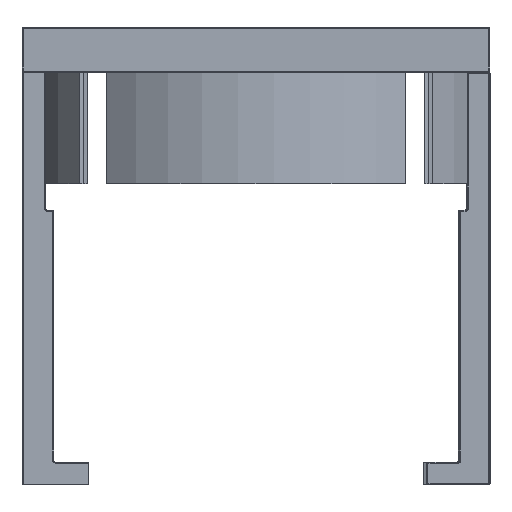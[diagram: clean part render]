
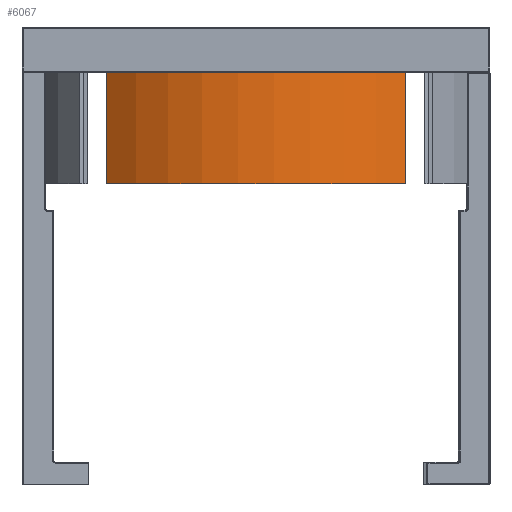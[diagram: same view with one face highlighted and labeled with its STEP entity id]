
A CAD part, left-side view. The second image highlights one B-rep face of the part: STEP entity #6067.
In plain terms, the highlighted cylindrical face has radius 20.8 mm (diameter 41.6 mm), a partial arc.
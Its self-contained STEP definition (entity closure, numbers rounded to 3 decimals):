
#42 = DIRECTION ( 'NONE',  ( -1., 0., 0. ) ) ;
#142 = VERTEX_POINT ( 'NONE', #1268 ) ;
#175 = EDGE_CURVE ( 'NONE', #142, #5858, #3181, .T. ) ;
#197 = CARTESIAN_POINT ( 'NONE',  ( 0., 0., 0. ) ) ;
#320 = AXIS2_PLACEMENT_3D ( 'NONE', #197, #4847, #1300 ) ;
#506 = CIRCLE ( 'NONE', #3678, 20.8 ) ;
#540 = DIRECTION ( 'NONE',  ( 0., 0., 1. ) ) ;
#1268 = CARTESIAN_POINT ( 'NONE',  ( -15.879, -13.435, 0. ) ) ;
#1283 = EDGE_CURVE ( 'NONE', #3270, #142, #5507, .T. ) ;
#1295 = VERTEX_POINT ( 'NONE', #3884 ) ;
#1300 = DIRECTION ( 'NONE',  ( -1., 0., 0. ) ) ;
#1315 = VECTOR ( 'NONE', #4068, 1000. ) ;
#1373 = DIRECTION ( 'NONE',  ( 0., 0., 1. ) ) ;
#1463 = DIRECTION ( 'NONE',  ( 1., 0., 0. ) ) ;
#1876 = ORIENTED_EDGE ( 'NONE', *, *, #4463, .T. ) ;
#2425 = FACE_OUTER_BOUND ( 'NONE', #3532, .T. ) ;
#2702 = ORIENTED_EDGE ( 'NONE', *, *, #1283, .T. ) ;
#2929 = CARTESIAN_POINT ( 'NONE',  ( -15.879, -13.435, -17.8 ) ) ;
#2976 = EDGE_CURVE ( 'NONE', #3270, #1295, #506, .T. ) ;
#3110 = CARTESIAN_POINT ( 'NONE',  ( -15.879, 13.435, -17.8 ) ) ;
#3181 = CIRCLE ( 'NONE', #320, 20.8 ) ;
#3270 = VERTEX_POINT ( 'NONE', #3904 ) ;
#3532 = EDGE_LOOP ( 'NONE', ( #4620, #1876, #5618, #2702 ) ) ;
#3678 = AXIS2_PLACEMENT_3D ( 'NONE', #4060, #4593, #42 ) ;
#3884 = CARTESIAN_POINT ( 'NONE',  ( -15.879, 13.435, -10. ) ) ;
#3902 = VECTOR ( 'NONE', #1373, 1000. ) ;
#3904 = CARTESIAN_POINT ( 'NONE',  ( -15.879, -13.435, -10. ) ) ;
#4013 = CARTESIAN_POINT ( 'NONE',  ( 0., 0., -10. ) ) ;
#4060 = CARTESIAN_POINT ( 'NONE',  ( 0., 0., -10. ) ) ;
#4068 = DIRECTION ( 'NONE',  ( 0., 0., -1. ) ) ;
#4122 = CARTESIAN_POINT ( 'NONE',  ( -15.879, 13.435, 0. ) ) ;
#4253 = AXIS2_PLACEMENT_3D ( 'NONE', #4013, #540, #1463 ) ;
#4463 = EDGE_CURVE ( 'NONE', #5858, #1295, #4599, .T. ) ;
#4593 = DIRECTION ( 'NONE',  ( 0., 0., -1. ) ) ;
#4599 = LINE ( 'NONE', #3110, #1315 ) ;
#4620 = ORIENTED_EDGE ( 'NONE', *, *, #175, .T. ) ;
#4847 = DIRECTION ( 'NONE',  ( 0., 0., -1. ) ) ;
#5507 = LINE ( 'NONE', #2929, #3902 ) ;
#5618 = ORIENTED_EDGE ( 'NONE', *, *, #2976, .F. ) ;
#5858 = VERTEX_POINT ( 'NONE', #4122 ) ;
#6067 = ADVANCED_FACE ( 'NONE', ( #2425 ), #6493, .T. ) ;
#6493 = CYLINDRICAL_SURFACE ( 'NONE', #4253, 20.8 ) ;
